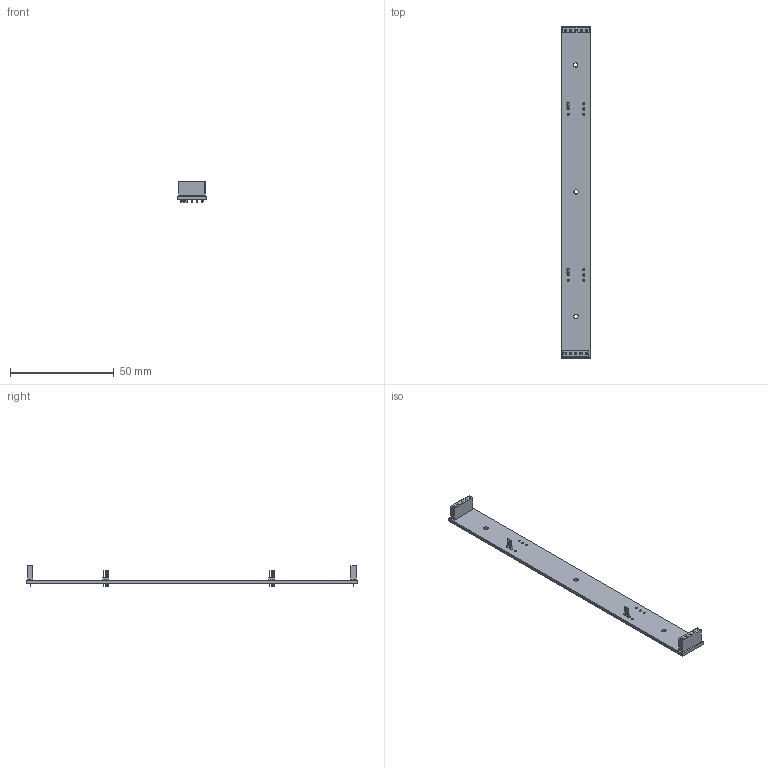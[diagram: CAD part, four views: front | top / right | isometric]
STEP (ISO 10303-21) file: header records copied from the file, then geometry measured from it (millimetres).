
FILE_DESCRIPTION(('KiCad electronic assembly'),'2;1');
FILE_NAME('mic_dual_circuit.step','2024-10-16T14:36:13',('Pcbnew'),( 'Kicad'),'Open CASCADE STEP processor 7.7','KiCad to STEP converter' ,'Unknown');
FILE_SCHEMA(('AUTOMOTIVE_DESIGN { 1 0 10303 214 1 1 1 1 }'));
Length unit declared in the file: millimetre
Products named in the file (6): mic_dual_circuit 1; PinSocket_1x05_P2.54mm_Vertical; PinSocket_1x05_P254mm_Vertical; PinHeader_1x03_P1.00mm_Vertical; PinHeader_1x03_P100mm_Vertical; _autosave-mic_dual_circuit_PCB
Assembly tree (7 placements, depth 3):
  mic_dual_circuit 1
    PinSocket_1x05_P2.54mm_Vertical  x2
      PinSocket_1x05_P254mm_Vertical
    PinHeader_1x03_P1.00mm_Vertical  x2
      PinHeader_1x03_P100mm_Vertical
    _autosave-mic_dual_circuit_PCB
Bounding box: 14.33 x 160 x 10.1 mm (x, y, z)
Volume: 4059.4 mm3; surface area: 6080.7 mm2
Topology: 5 solids, 5 shells, 513 faces, 1295 edges, 834 vertices
Faces by surface type: plane 488, cylinder 25
Full cylindrical faces by diameter (mm): 1 x22, 2.1 x3
Entity records: 9925 total; most frequent: CARTESIAN_POINT 1417, ORIENTED_EDGE 1382, DIRECTION 1301, EDGE_CURVE 691, LINE 641, VECTOR 641, VERTEX_POINT 446, FACE_BOUND 343
